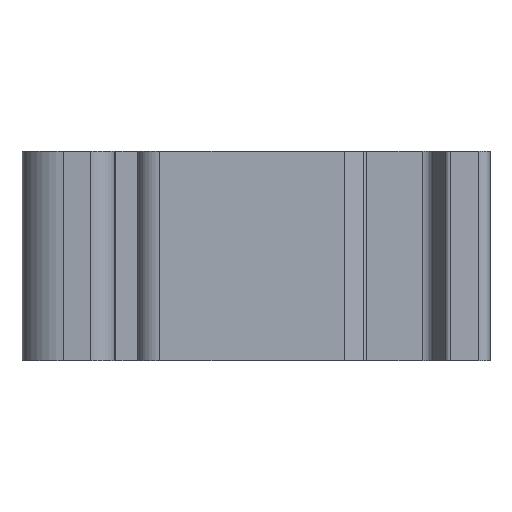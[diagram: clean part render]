
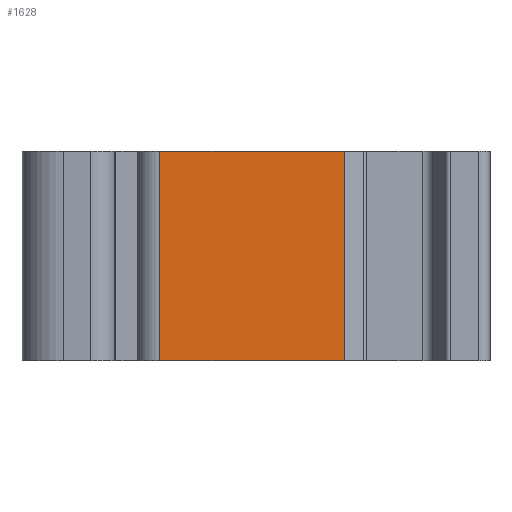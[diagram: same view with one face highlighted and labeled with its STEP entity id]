
A CAD part, left-side view. The second image highlights one B-rep face of the part: STEP entity #1628.
In plain terms, the highlighted planar face has unit normal (-1, 0, 0).
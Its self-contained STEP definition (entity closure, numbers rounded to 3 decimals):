
#59=LINE('',#2379,#244);
#151=LINE('',#2676,#336);
#162=LINE('',#2702,#347);
#163=LINE('',#2703,#348);
#244=VECTOR('',#1888,1000.);
#336=VECTOR('',#2100,1000.);
#347=VECTOR('',#2123,1000.);
#348=VECTOR('',#2124,1000.);
#604=ORIENTED_EDGE('',*,*,#1094,.T.);
#605=ORIENTED_EDGE('',*,*,#931,.F.);
#606=ORIENTED_EDGE('',*,*,#1095,.F.);
#607=ORIENTED_EDGE('',*,*,#1080,.T.);
#931=EDGE_CURVE('',#1180,#1181,#59,.T.);
#1080=EDGE_CURVE('',#1326,#1325,#151,.T.);
#1094=EDGE_CURVE('',#1325,#1181,#162,.T.);
#1095=EDGE_CURVE('',#1326,#1180,#163,.T.);
#1180=VERTEX_POINT('',#2378);
#1181=VERTEX_POINT('',#2380);
#1325=VERTEX_POINT('',#2675);
#1326=VERTEX_POINT('',#2677);
#1405=EDGE_LOOP('',(#604,#605,#606,#607));
#1490=FACE_BOUND('',#1405,.T.);
#1574=PLANE('',#1790);
#1628=ADVANCED_FACE('',(#1490),#1574,.T.);
#1790=AXIS2_PLACEMENT_3D('',#2701,#2121,#2122);
#1888=DIRECTION('',(0.,-1.,0.));
#2100=DIRECTION('',(0.,-1.,0.));
#2121=DIRECTION('',(-1.,0.,0.));
#2122=DIRECTION('',(0.,0.,1.));
#2123=DIRECTION('',(0.,0.,1.));
#2124=DIRECTION('',(0.,0.,1.));
#2378=CARTESIAN_POINT('',(-25.,8.498,1.5));
#2379=CARTESIAN_POINT('',(-25.,8.498,1.5));
#2380=CARTESIAN_POINT('',(-25.,-7.8,1.5));
#2675=CARTESIAN_POINT('',(-25.,-7.8,-17.));
#2676=CARTESIAN_POINT('',(-25.,20.7,-17.));
#2677=CARTESIAN_POINT('',(-25.,8.498,-17.));
#2701=CARTESIAN_POINT('',(-25.,20.7,-17.));
#2702=CARTESIAN_POINT('',(-25.,-7.8,-17.));
#2703=CARTESIAN_POINT('',(-25.,8.498,-17.));
